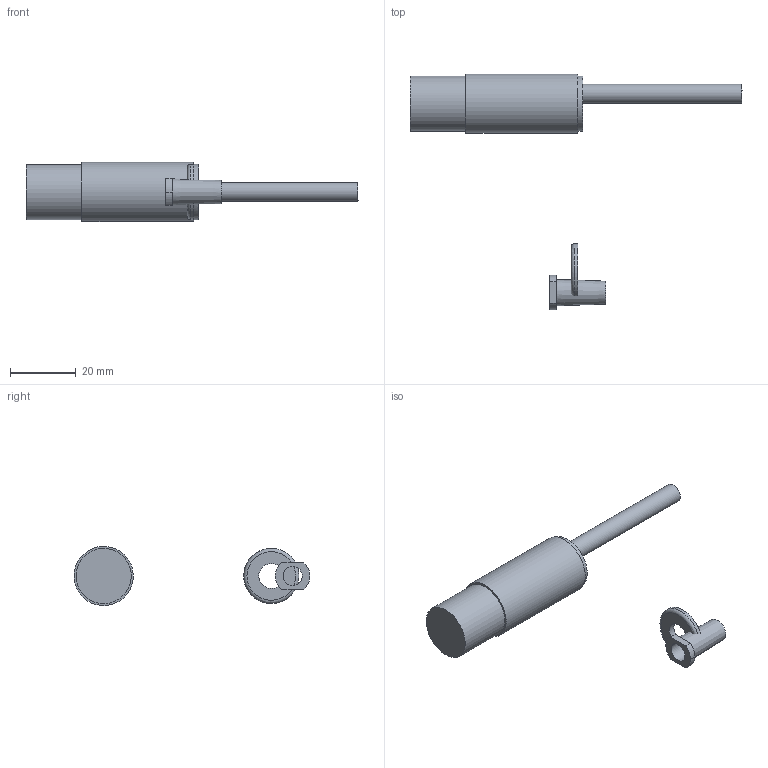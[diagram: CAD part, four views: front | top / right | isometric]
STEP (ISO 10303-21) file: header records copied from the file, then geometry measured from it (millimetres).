
FILE_DESCRIPTION(('THIS FILE CONTAINS SOME STEP INSTANCES'),'1');
FILE_NAME('N18x.stp','2014-04-17T14:21:21',('UNDEFINED'),('UNDEFINED'),'T-FLEX CAD STEP converter','T-FLEX CAD','');
FILE_SCHEMA(('CONFIG_CONTROL_DESIGN'));
Length unit declared in the file: metre
Products named in the file (14): N18x; 1N18 00 00 0000; 1N18 01 00 0000; CAVO PER SENSORI IN 3D; 1SPC 02 passacavo
Assembly tree (16 placements, depth 3):
  N18x
    1N18 00 00 0000
      1N18 00 00 0000
    1N18 01 00 0000
      1N18 01 00 0000
    CAVO PER SENSORI IN 3D
      CAVO PER SENSORI IN 3D  x4
      CAVO PER SENSORI IN 3D
      CAVO PER SENSORI IN 3D
      CAVO PER SENSORI IN 3D
      CAVO PER SENSORI IN 3D
      CAVO PER SENSORI IN 3D
    1SPC 02 passacavo
      1SPC 02 passacavo
Bounding box: 101 x 71.75 x 17.98 mm (x, y, z)
Volume: 15139.4 mm3; surface area: 6407.6 mm2
Topology: 12 solids, 12 shells, 49 faces, 65 edges, 43 vertices
Faces by surface type: plane 29, cylinder 18, torus 1, cone 1
Full cylindrical faces by diameter (mm): 1 x4, 2 x4, 5.8 x1, 5.808 x1, 7.6 x1, 16.8 x3, 18 x1
Entity records: 1335 total; most frequent: CARTESIAN_POINT 328, DIRECTION 182, ORIENTED_EDGE 112, AXIS2_PLACEMENT_3D 80, EDGE_CURVE 56, EDGE_LOOP 47, ADVANCED_FACE 40, FACE_OUTER_BOUND 40
